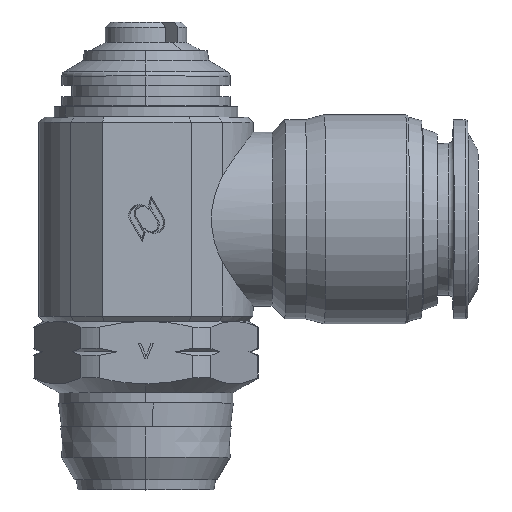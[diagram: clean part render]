
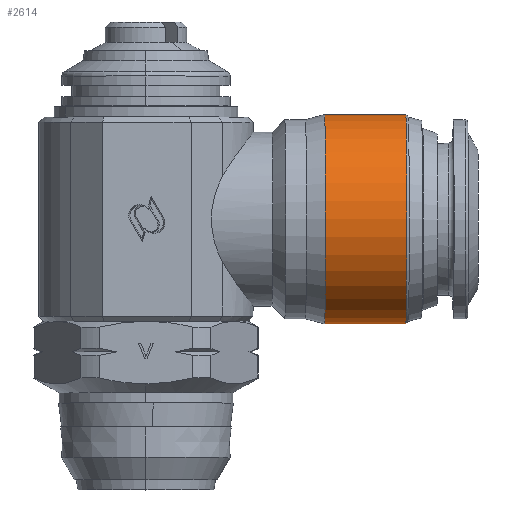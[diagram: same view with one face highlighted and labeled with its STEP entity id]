
A CAD part, top view. The second image highlights one B-rep face of the part: STEP entity #2614.
In plain terms, the highlighted cylindrical face has radius 10.25 mm (diameter 20.5 mm), a partial arc.
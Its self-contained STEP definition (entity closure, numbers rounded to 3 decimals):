
#291 = CARTESIAN_POINT ( 'NONE',  ( 17.499, 16.25, -0.135 ) ) ;
#299 = CARTESIAN_POINT ( 'NONE',  ( 17.499, 36.75, -0.135 ) ) ;
#775 = AXIS2_PLACEMENT_3D ( 'NONE', #7649, #7650, #7651 ) ;
#1089 = EDGE_CURVE ( 'NONE', #2192, #2200, #6043, .T. ) ;
#1099 = EDGE_CURVE ( 'NONE', #3226, #2200, #6054, .T. ) ;
#1100 = EDGE_CURVE ( 'NONE', #3220, #2192, #6057, .T. ) ;
#2192 = VERTEX_POINT ( 'NONE', #291 ) ;
#2200 = VERTEX_POINT ( 'NONE', #299 ) ;
#2411 = EDGE_LOOP ( 'NONE', ( #4810, #4811, #4812, #4813 ) ) ;
#2614 = ADVANCED_FACE ( 'NONE', ( #6326 ), #6327, .T. ) ;
#2728 = EDGE_CURVE ( 'NONE', #3220, #3226, #7246, .T. ) ;
#3220 = VERTEX_POINT ( 'NONE', #3623 ) ;
#3226 = VERTEX_POINT ( 'NONE', #3629 ) ;
#3347 = AXIS2_PLACEMENT_3D ( 'NONE', #3815, #3816, #3817 ) ;
#3623 = CARTESIAN_POINT ( 'NONE',  ( 25.448, 16.25, -0.196 ) ) ;
#3629 = CARTESIAN_POINT ( 'NONE',  ( 25.448, 36.75, -0.196 ) ) ;
#3815 = CARTESIAN_POINT ( 'NONE',  ( 17.499, 26.5, -0.135 ) ) ;
#3816 = DIRECTION ( 'NONE',  ( -1., 0., 0.008 ) ) ;
#3817 = DIRECTION ( 'NONE',  ( 0., -1., 0. ) ) ;
#3863 = CARTESIAN_POINT ( 'NONE',  ( 0., 16.25, 0. ) ) ;
#3864 = CARTESIAN_POINT ( 'NONE',  ( 0., 36.75, 0. ) ) ;
#3868 = DIRECTION ( 'NONE',  ( -1., 0., 0.008 ) ) ;
#3869 = DIRECTION ( 'NONE',  ( -1., 0., 0.008 ) ) ;
#4810 = ORIENTED_EDGE ( 'NONE', *, *, #2728, .T. ) ;
#4811 = ORIENTED_EDGE ( 'NONE', *, *, #1099, .T. ) ;
#4812 = ORIENTED_EDGE ( 'NONE', *, *, #1089, .F. ) ;
#4813 = ORIENTED_EDGE ( 'NONE', *, *, #1100, .F. ) ;
#5584 = AXIS2_PLACEMENT_3D ( 'NONE', #6650, #6651, #6642 ) ;
#6043 = CIRCLE ( 'NONE', #3347, 10.25 ) ;
#6054 = LINE ( 'NONE', #3864, #6060 ) ;
#6057 = LINE ( 'NONE', #3863, #6062 ) ;
#6060 = VECTOR ( 'NONE', #3868, 1000. ) ;
#6062 = VECTOR ( 'NONE', #3869, 1000. ) ;
#6326 = FACE_OUTER_BOUND ( 'NONE', #2411, .T. ) ;
#6327 = CYLINDRICAL_SURFACE ( 'NONE', #5584, 10.25 ) ;
#6642 = DIRECTION ( 'NONE',  ( 0., -1., 0. ) ) ;
#6650 = CARTESIAN_POINT ( 'NONE',  ( 0., 26.5, 0. ) ) ;
#6651 = DIRECTION ( 'NONE',  ( -1., 0., 0.008 ) ) ;
#7246 = CIRCLE ( 'NONE', #775, 10.25 ) ;
#7649 = CARTESIAN_POINT ( 'NONE',  ( 25.448, 26.5, -0.196 ) ) ;
#7650 = DIRECTION ( 'NONE',  ( -1., 0., 0.008 ) ) ;
#7651 = DIRECTION ( 'NONE',  ( 0., -1., 0. ) ) ;
